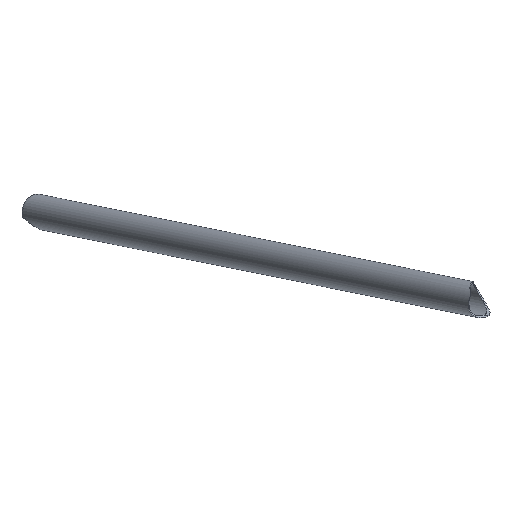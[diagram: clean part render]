
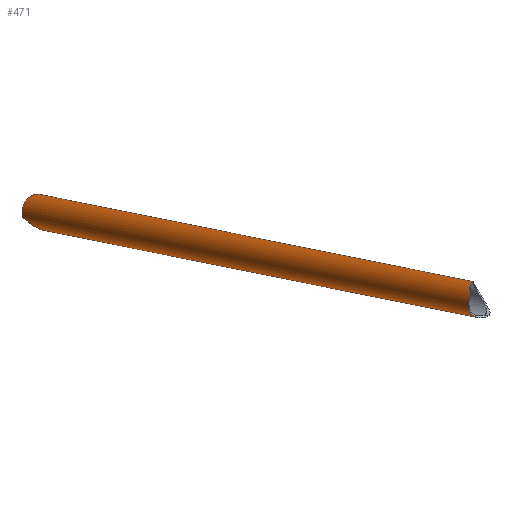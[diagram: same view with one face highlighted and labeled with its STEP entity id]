
A CAD part, top view. The second image highlights one B-rep face of the part: STEP entity #471.
In plain terms, the highlighted cylindrical face has radius 14 mm (diameter 28 mm), a partial arc.
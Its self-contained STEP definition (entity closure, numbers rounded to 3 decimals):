
#58=CARTESIAN_POINT('Control Point',(-1548.705,82.209,1000.94)) ;
#59=CARTESIAN_POINT('Control Point',(-1548.888,83.659,1001.509)) ;
#60=CARTESIAN_POINT('Control Point',(-1548.817,85.167,1002.005)) ;
#61=CARTESIAN_POINT('Control Point',(-1548.52,86.66,1002.382)) ;
#62=CARTESIAN_POINT('Vertex',(-1548.705,82.209,1000.94)) ;
#64=CARTESIAN_POINT('Vertex',(-1548.52,86.66,1002.382)) ;
#117=CARTESIAN_POINT('Vertex',(-1547.464,90.05,1003.004)) ;
#121=CARTESIAN_POINT('Control Point',(-1547.464,90.05,1003.004)) ;
#122=CARTESIAN_POINT('Control Point',(-1547.929,88.944,1002.893)) ;
#123=CARTESIAN_POINT('Control Point',(-1548.291,87.807,1002.672)) ;
#124=CARTESIAN_POINT('Control Point',(-1548.52,86.66,1002.382)) ;
#157=CARTESIAN_POINT('Vertex',(-1547.61,98.721,992.895)) ;
#161=CARTESIAN_POINT('Control Point',(-1547.464,90.05,1003.004)) ;
#162=CARTESIAN_POINT('Control Point',(-1547.399,90.488,1002.881)) ;
#163=CARTESIAN_POINT('Control Point',(-1547.35,90.915,1002.71)) ;
#164=CARTESIAN_POINT('Control Point',(-1547.318,91.324,1002.496)) ;
#165=CARTESIAN_POINT('Control Point',(-1547.282,92.123,1001.989)) ;
#166=CARTESIAN_POINT('Control Point',(-1547.294,92.847,1001.377)) ;
#167=CARTESIAN_POINT('Control Point',(-1547.308,93.201,1001.043)) ;
#168=CARTESIAN_POINT('Control Point',(-1547.357,94.047,1000.177)) ;
#169=CARTESIAN_POINT('Control Point',(-1547.427,94.813,999.24)) ;
#170=CARTESIAN_POINT('Control Point',(-1547.468,95.25,998.664)) ;
#171=CARTESIAN_POINT('Control Point',(-1547.564,96.284,997.212)) ;
#172=CARTESIAN_POINT('Control Point',(-1547.628,97.22,995.693)) ;
#173=CARTESIAN_POINT('Control Point',(-1547.646,97.749,994.775)) ;
#174=CARTESIAN_POINT('Control Point',(-1547.642,98.249,993.841)) ;
#175=CARTESIAN_POINT('Control Point',(-1547.61,98.721,992.895)) ;
#208=CARTESIAN_POINT('Control Point',(-1548.705,82.209,1000.94)) ;
#209=CARTESIAN_POINT('Control Point',(-1548.706,80.658,1000.01)) ;
#210=CARTESIAN_POINT('Control Point',(-1548.492,79.182,998.955)) ;
#211=CARTESIAN_POINT('Control Point',(-1548.026,77.798,997.839)) ;
#212=CARTESIAN_POINT('Control Point',(-1546.746,75.649,995.855)) ;
#213=CARTESIAN_POINT('Control Point',(-1544.724,74.105,993.965)) ;
#214=CARTESIAN_POINT('Control Point',(-1543.742,73.58,993.2)) ;
#215=CARTESIAN_POINT('Control Point',(-1542.661,73.198,992.494)) ;
#216=CARTESIAN_POINT('Control Point',(-1541.511,72.964,991.857)) ;
#217=CARTESIAN_POINT('Vertex',(-1541.511,72.964,991.857)) ;
#252=CARTESIAN_POINT('Vertex',(-1545.215,102.1,982.065)) ;
#256=CARTESIAN_POINT('Control Point',(-1547.61,98.721,992.895)) ;
#257=CARTESIAN_POINT('Control Point',(-1547.538,99.77,990.793)) ;
#258=CARTESIAN_POINT('Control Point',(-1547.327,100.677,988.623)) ;
#259=CARTESIAN_POINT('Control Point',(-1546.935,101.427,986.428)) ;
#260=CARTESIAN_POINT('Control Point',(-1546.273,101.972,984.159)) ;
#261=CARTESIAN_POINT('Control Point',(-1545.215,102.1,982.065)) ;
#285=CARTESIAN_POINT('Vertex',(-1545.39,102.33,977.653)) ;
#289=CARTESIAN_POINT('Control Point',(-1545.215,102.1,982.065)) ;
#290=CARTESIAN_POINT('Control Point',(-1545.306,102.242,980.6)) ;
#291=CARTESIAN_POINT('Control Point',(-1545.37,102.326,979.127)) ;
#292=CARTESIAN_POINT('Control Point',(-1545.39,102.33,977.653)) ;
#407=CARTESIAN_POINT('Axis2P3D Location',(-1716.688,122.942,724.89)) ;
#412=CARTESIAN_POINT('Line Origine',(-1719.483,109.224,724.89)) ;
#416=CARTESIAN_POINT('Vertex',(-1895.136,145.011,461.404)) ;
#419=CARTESIAN_POINT('Line Origine',(-1713.894,136.66,724.89)) ;
#423=CARTESIAN_POINT('Vertex',(-1897.148,173.996,450.)) ;
#426=CARTESIAN_POINT('Axis2P3D Location',(-1899.943,160.278,450.)) ;
#430=CARTESIAN_POINT('Vertex',(-1910.732,154.,456.34)) ;
#434=CARTESIAN_POINT('Control Point',(-1910.732,154.,456.34)) ;
#435=CARTESIAN_POINT('Control Point',(-1910.333,154.,457.019)) ;
#436=CARTESIAN_POINT('Control Point',(-1909.932,154.,457.698)) ;
#437=CARTESIAN_POINT('Control Point',(-1909.531,154.,458.377)) ;
#438=CARTESIAN_POINT('Vertex',(-1909.531,154.,458.377)) ;
#442=CARTESIAN_POINT('Control Point',(-1909.531,154.,458.377)) ;
#443=CARTESIAN_POINT('Control Point',(-1909.033,153.69,458.928)) ;
#444=CARTESIAN_POINT('Control Point',(-1908.519,153.293,459.416)) ;
#445=CARTESIAN_POINT('Control Point',(-1907.994,152.856,459.848)) ;
#446=CARTESIAN_POINT('Control Point',(-1906.671,151.725,460.804)) ;
#447=CARTESIAN_POINT('Control Point',(-1905.257,150.518,461.511)) ;
#448=CARTESIAN_POINT('Control Point',(-1904.38,149.806,461.856)) ;
#449=CARTESIAN_POINT('Control Point',(-1902.79,148.602,462.314)) ;
#450=CARTESIAN_POINT('Control Point',(-1901.081,147.498,462.504)) ;
#451=CARTESIAN_POINT('Control Point',(-1900.338,147.056,462.534)) ;
#452=CARTESIAN_POINT('Control Point',(-1898.864,146.264,462.48)) ;
#453=CARTESIAN_POINT('Control Point',(-1897.342,145.629,462.191)) ;
#454=CARTESIAN_POINT('Control Point',(-1896.599,145.366,461.992)) ;
#455=CARTESIAN_POINT('Control Point',(-1895.86,145.158,461.729)) ;
#456=CARTESIAN_POINT('Control Point',(-1895.136,145.011,461.404)) ;
#408=DIRECTION('Axis2P3D Direction',(-0.551,0.112,-0.827)) ;
#409=DIRECTION('Axis2P3D XDirection',(-0.2,-0.98,0.)) ;
#413=DIRECTION('Vector Direction',(-0.551,0.112,-0.827)) ;
#420=DIRECTION('Vector Direction',(-0.551,0.112,-0.827)) ;
#427=DIRECTION('Axis2P3D Direction',(-0.551,0.112,-0.827)) ;
#410=AXIS2_PLACEMENT_3D('Cylinder Axis2P3D',#407,#408,#409) ;
#428=AXIS2_PLACEMENT_3D('Circle Axis2P3D',#426,#427,$) ;
#459=ORIENTED_EDGE('',*,*,#418,.F.) ;
#460=ORIENTED_EDGE('',*,*,#219,.F.) ;
#461=ORIENTED_EDGE('',*,*,#66,.T.) ;
#462=ORIENTED_EDGE('',*,*,#125,.F.) ;
#463=ORIENTED_EDGE('',*,*,#176,.T.) ;
#464=ORIENTED_EDGE('',*,*,#262,.T.) ;
#465=ORIENTED_EDGE('',*,*,#293,.T.) ;
#466=ORIENTED_EDGE('',*,*,#425,.T.) ;
#467=ORIENTED_EDGE('',*,*,#432,.F.) ;
#468=ORIENTED_EDGE('',*,*,#440,.T.) ;
#469=ORIENTED_EDGE('',*,*,#457,.T.) ;
#414=VECTOR('Line Direction',#413,1.) ;
#421=VECTOR('Line Direction',#420,1.) ;
#471=ADVANCED_FACE('Corps principal',(#470),#411,.T.) ;
#57=B_SPLINE_CURVE_WITH_KNOTS('',3,(#58,#59,#60,#61),.UNSPECIFIED.,.F.,.U.,(4,4),(21.831,28.484),.UNSPECIFIED.) ;
#120=B_SPLINE_CURVE_WITH_KNOTS('',3,(#121,#122,#123,#124),.UNSPECIFIED.,.F.,.U.,(4,4),(1.972,7.083),.UNSPECIFIED.) ;
#160=B_SPLINE_CURVE_WITH_KNOTS('',5,(#161,#162,#163,#164,#165,#166,#167,#168,#169,#170,#171,#172,#173,#174,#175),.UNSPECIFIED.,.F.,.U.,(6,3,3,3,6),(10.269,13.519,16.951,22.081,29.565),.UNSPECIFIED.) ;
#207=B_SPLINE_CURVE_WITH_KNOTS('',5,(#208,#209,#210,#211,#212,#213,#214,#215,#216),.UNSPECIFIED.,.F.,.U.,(6,3,6),(1.658,14.444,23.886),.UNSPECIFIED.) ;
#255=B_SPLINE_CURVE_WITH_KNOTS('',5,(#256,#257,#258,#259,#260,#261),.UNSPECIFIED.,.F.,.U.,(6,6),(0.,16.617),.UNSPECIFIED.) ;
#288=B_SPLINE_CURVE_WITH_KNOTS('',3,(#289,#290,#291,#292),.UNSPECIFIED.,.F.,.U.,(4,4),(31.094,37.349),.UNSPECIFIED.) ;
#433=B_SPLINE_CURVE_WITH_KNOTS('',3,(#434,#435,#436,#437),.UNSPECIFIED.,.F.,.U.,(4,4),(0.,3.344),.UNSPECIFIED.) ;
#441=B_SPLINE_CURVE_WITH_KNOTS('',5,(#442,#443,#444,#445,#446,#447,#448,#449,#450,#451,#452,#453,#454,#455,#456),.UNSPECIFIED.,.F.,.U.,(6,3,3,3,6),(0.,5.692,14.019,20.108,25.815),.UNSPECIFIED.) ;
#429=CIRCLE('generated circle',#428,14.) ;
#411=CYLINDRICAL_SURFACE('generated cylinder',#410,14.) ;
#66=EDGE_CURVE('',#63,#65,#57,.T.) ;
#125=EDGE_CURVE('',#118,#65,#120,.T.) ;
#176=EDGE_CURVE('',#118,#158,#160,.T.) ;
#219=EDGE_CURVE('',#63,#218,#207,.T.) ;
#262=EDGE_CURVE('',#158,#253,#255,.T.) ;
#293=EDGE_CURVE('',#253,#286,#288,.T.) ;
#418=EDGE_CURVE('',#218,#417,#415,.T.) ;
#425=EDGE_CURVE('',#286,#424,#422,.T.) ;
#432=EDGE_CURVE('',#431,#424,#429,.T.) ;
#440=EDGE_CURVE('',#431,#439,#433,.T.) ;
#457=EDGE_CURVE('',#439,#417,#441,.T.) ;
#458=EDGE_LOOP('',(#459,#460,#461,#462,#463,#464,#465,#466,#467,#468,#469)) ;
#470=FACE_OUTER_BOUND('',#458,.T.) ;
#415=LINE('Line',#412,#414) ;
#422=LINE('Line',#419,#421) ;
#63=VERTEX_POINT('',#62) ;
#65=VERTEX_POINT('',#64) ;
#118=VERTEX_POINT('',#117) ;
#158=VERTEX_POINT('',#157) ;
#218=VERTEX_POINT('',#217) ;
#253=VERTEX_POINT('',#252) ;
#286=VERTEX_POINT('',#285) ;
#417=VERTEX_POINT('',#416) ;
#424=VERTEX_POINT('',#423) ;
#431=VERTEX_POINT('',#430) ;
#439=VERTEX_POINT('',#438) ;
